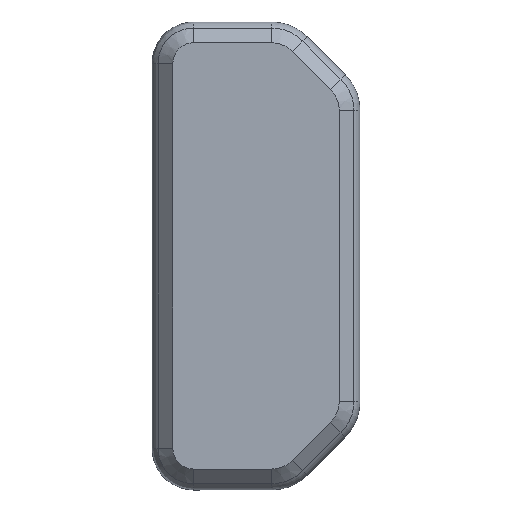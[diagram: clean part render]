
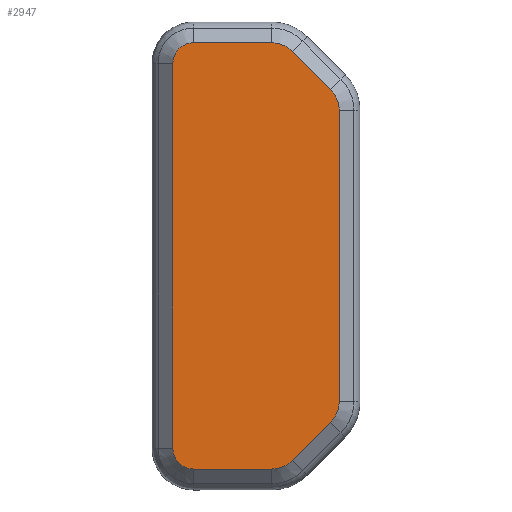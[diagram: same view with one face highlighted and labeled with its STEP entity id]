
A CAD part, top view. The second image highlights one B-rep face of the part: STEP entity #2947.
In plain terms, the highlighted face is planar.
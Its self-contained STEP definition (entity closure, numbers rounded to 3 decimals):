
#173=PLANE('',#3282);
#325=FACE_OUTER_BOUND('',#510,.T.);
#510=EDGE_LOOP('',(#2503,#2504,#2505,#2506,#2507,#2508,#2509,#2510,#2511,
#2512,#2513,#2514));
#698=LINE('',#4946,#915);
#701=LINE('',#4954,#918);
#704=LINE('',#4962,#921);
#716=LINE('',#4992,#933);
#719=LINE('',#5000,#936);
#722=LINE('',#5008,#939);
#915=VECTOR('',#3986,10.);
#918=VECTOR('',#3995,10.);
#921=VECTOR('',#4004,10.);
#933=VECTOR('',#4036,10.);
#936=VECTOR('',#4045,10.);
#939=VECTOR('',#4054,10.);
#1123=CIRCLE('',#3250,2.817);
#1124=CIRCLE('',#3253,2.);
#1125=CIRCLE('',#3256,2.);
#1129=CIRCLE('',#3269,2.817);
#1130=CIRCLE('',#3272,2.817);
#1131=CIRCLE('',#3275,2.817);
#1351=VERTEX_POINT('',#4938);
#1352=VERTEX_POINT('',#4940);
#1353=VERTEX_POINT('',#4944);
#1354=VERTEX_POINT('',#4948);
#1355=VERTEX_POINT('',#4952);
#1356=VERTEX_POINT('',#4956);
#1357=VERTEX_POINT('',#4960);
#1365=VERTEX_POINT('',#4991);
#1366=VERTEX_POINT('',#4995);
#1367=VERTEX_POINT('',#4999);
#1368=VERTEX_POINT('',#5003);
#1369=VERTEX_POINT('',#5007);
#1722=EDGE_CURVE('',#1351,#1352,#1123,.T.);
#1725=EDGE_CURVE('',#1353,#1351,#698,.T.);
#1727=EDGE_CURVE('',#1354,#1353,#1124,.T.);
#1729=EDGE_CURVE('',#1355,#1354,#701,.T.);
#1731=EDGE_CURVE('',#1356,#1355,#1125,.T.);
#1733=EDGE_CURVE('',#1357,#1356,#704,.T.);
#1748=EDGE_CURVE('',#1352,#1365,#716,.T.);
#1750=EDGE_CURVE('',#1365,#1366,#1129,.T.);
#1752=EDGE_CURVE('',#1366,#1367,#719,.T.);
#1754=EDGE_CURVE('',#1367,#1368,#1130,.T.);
#1756=EDGE_CURVE('',#1368,#1369,#722,.T.);
#1758=EDGE_CURVE('',#1369,#1357,#1131,.T.);
#2503=ORIENTED_EDGE('',*,*,#1722,.F.);
#2504=ORIENTED_EDGE('',*,*,#1725,.F.);
#2505=ORIENTED_EDGE('',*,*,#1727,.F.);
#2506=ORIENTED_EDGE('',*,*,#1729,.F.);
#2507=ORIENTED_EDGE('',*,*,#1731,.F.);
#2508=ORIENTED_EDGE('',*,*,#1733,.F.);
#2509=ORIENTED_EDGE('',*,*,#1758,.F.);
#2510=ORIENTED_EDGE('',*,*,#1756,.F.);
#2511=ORIENTED_EDGE('',*,*,#1754,.F.);
#2512=ORIENTED_EDGE('',*,*,#1752,.F.);
#2513=ORIENTED_EDGE('',*,*,#1750,.F.);
#2514=ORIENTED_EDGE('',*,*,#1748,.F.);
#2947=ADVANCED_FACE('',(#325),#173,.T.);
#3250=AXIS2_PLACEMENT_3D('',#4941,#3980,#3981);
#3253=AXIS2_PLACEMENT_3D('',#4950,#3990,#3991);
#3256=AXIS2_PLACEMENT_3D('',#4958,#3999,#4000);
#3269=AXIS2_PLACEMENT_3D('',#4996,#4040,#4041);
#3272=AXIS2_PLACEMENT_3D('',#5004,#4049,#4050);
#3275=AXIS2_PLACEMENT_3D('',#5011,#4058,#4059);
#3282=AXIS2_PLACEMENT_3D('',#5028,#4079,#4080);
#3980=DIRECTION('center_axis',(0.,1.,0.));
#3981=DIRECTION('ref_axis',(-0.383,0.,-0.924));
#3986=DIRECTION('',(-1.,0.,0.));
#3990=DIRECTION('center_axis',(0.,1.,0.));
#3991=DIRECTION('ref_axis',(0.707,0.,-0.707));
#3995=DIRECTION('',(0.,0.,-1.));
#3999=DIRECTION('center_axis',(0.,1.,0.));
#4000=DIRECTION('ref_axis',(0.707,0.,0.707));
#4004=DIRECTION('',(1.,0.,0.));
#4036=DIRECTION('',(-0.707,0.,0.707));
#4040=DIRECTION('center_axis',(0.,1.,0.));
#4041=DIRECTION('ref_axis',(-0.924,0.,-0.383));
#4045=DIRECTION('',(0.,0.,1.));
#4049=DIRECTION('center_axis',(0.,1.,0.));
#4050=DIRECTION('ref_axis',(-0.924,0.,0.383));
#4054=DIRECTION('',(0.707,0.,0.707));
#4058=DIRECTION('center_axis',(0.,1.,0.));
#4059=DIRECTION('ref_axis',(-0.383,0.,0.924));
#4079=DIRECTION('center_axis',(0.,-1.,0.));
#4080=DIRECTION('ref_axis',(0.,0.,
1.));
#4938=CARTESIAN_POINT('',(-1.505,-17.971,-39.513));
#4940=CARTESIAN_POINT('',(-3.497,-17.971,-38.688));
#4941=CARTESIAN_POINT('Origin',(-1.505,-17.971,-36.697));
#4944=CARTESIAN_POINT('',(6.,-17.971,-39.513));
#4946=CARTESIAN_POINT('',(-1.75,-17.971,-39.513));
#4948=CARTESIAN_POINT('',(8.,-17.971,-37.513));
#4950=CARTESIAN_POINT('Origin',(6.,-17.971,-37.513));
#4952=CARTESIAN_POINT('',(8.,-17.971,-0.513));
#4954=CARTESIAN_POINT('',(8.,-17.971,-7.763));
#4956=CARTESIAN_POINT('',(6.,-17.971,1.487));
#4958=CARTESIAN_POINT('Origin',(6.,-17.971,-0.513));
#4960=CARTESIAN_POINT('',(-1.505,-17.971,1.487));
#4962=CARTESIAN_POINT('',(-5.,-17.971,1.487));
#4991=CARTESIAN_POINT('',(-7.175,-17.971,-35.01));
#4992=CARTESIAN_POINT('',(-8.461,-17.971,-33.724));
#4995=CARTESIAN_POINT('',(-8.,-17.971,-33.018));
#4996=CARTESIAN_POINT('Origin',(-5.183,-17.971,-33.018));
#4999=CARTESIAN_POINT('',(-8.,-17.971,-5.009));
#5000=CARTESIAN_POINT('',(-8.,-17.971,-30.263));
#5003=CARTESIAN_POINT('',(-7.175,-17.971,-3.017));
#5004=CARTESIAN_POINT('Origin',(-5.183,-17.971,-5.009));
#5007=CARTESIAN_POINT('',(-3.497,-17.971,0.662));
#5008=CARTESIAN_POINT('',(-8.461,-17.971,-4.303));
#5011=CARTESIAN_POINT('Origin',(-1.505,-17.971,-1.33));
#5028=CARTESIAN_POINT('Origin',(0.,-17.971,
-19.013));
